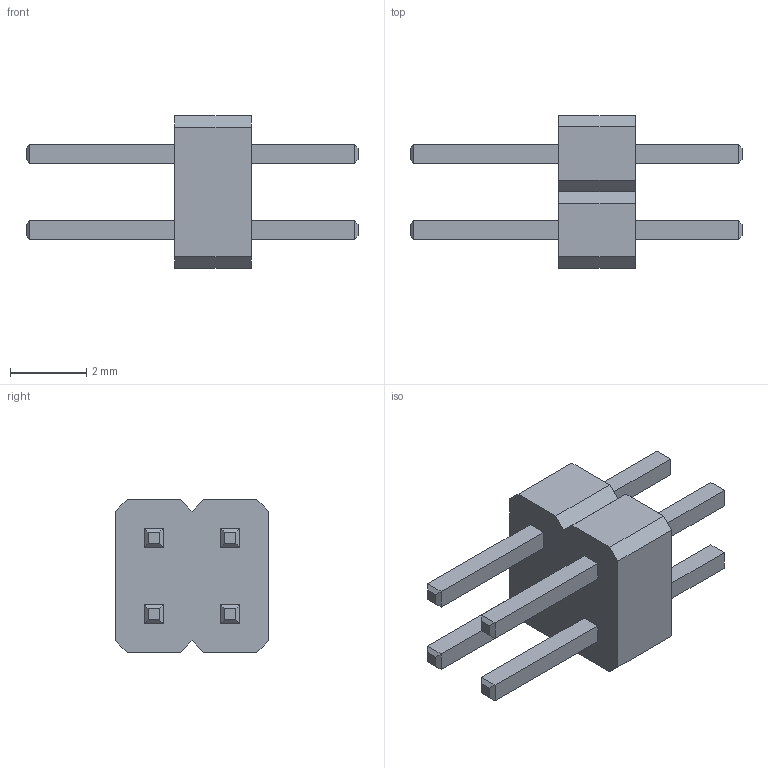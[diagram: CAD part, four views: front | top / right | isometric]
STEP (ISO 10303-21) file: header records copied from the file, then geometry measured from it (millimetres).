
FILE_DESCRIPTION( ( 'Unknown' ), '1' );
FILE_NAME( 'PinHeader_2x02_P2.00mm_Edge.step', 'Unknown', ( 'Unknown' ), ( 'Unknown' ), 'PSStep 15.0.49', 'Unknown', ' ' );
FILE_SCHEMA( ( 'AUTOMOTIVE_DESIGN { 1 0 10303 214 1 1 1 1 }' ) );
Length unit declared in the file: millimetre
Products named in the file (1): 1
Bounding box: 8.7 x 4 x 4 mm (x, y, z)
Volume: 37.9 mm3; surface area: 115.4 mm2
Topology: 1 solids, 1 shells, 88 faces, 202 edges, 124 vertices
Faces by surface type: plane 88
Entity records: 3110 total; most frequent: CARTESIAN_POINT 415, ORIENTED_EDGE 404, DIRECTION 380, EDGE_CURVE 202, LINE 202, VECTOR 202, VERTEX_POINT 124, EDGE_LOOP 96
